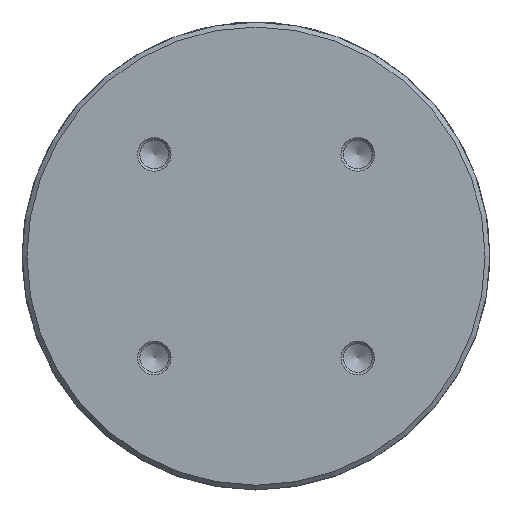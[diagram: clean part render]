
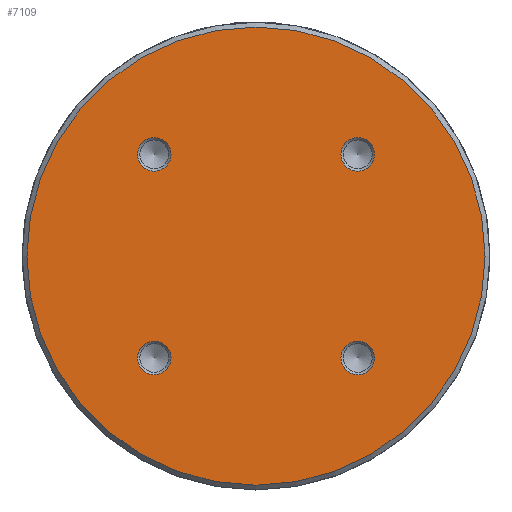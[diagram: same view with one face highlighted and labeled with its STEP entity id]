
A CAD part, front view. The second image highlights one B-rep face of the part: STEP entity #7109.
In plain terms, the highlighted face is planar.
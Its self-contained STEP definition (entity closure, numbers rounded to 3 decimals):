
#146 = CARTESIAN_POINT ( 'NONE',  ( -49.426, -42.426, 0. ) ) ;
#374 = EDGE_LOOP ( 'NONE', ( #5863 ) ) ;
#560 = AXIS2_PLACEMENT_3D ( 'NONE', #1400, #5564, #2004 ) ;
#617 = DIRECTION ( 'NONE',  ( 0., 0., 1. ) ) ;
#806 = EDGE_CURVE ( 'NONE', #4865, #4865, #7443, .T. ) ;
#840 = DIRECTION ( 'NONE',  ( 0., 0., -1. ) ) ;
#935 = FACE_OUTER_BOUND ( 'NONE', #2192, .T. ) ;
#1400 = CARTESIAN_POINT ( 'NONE',  ( 42.426, -42.426, 0. ) ) ;
#1401 = EDGE_LOOP ( 'NONE', ( #3978 ) ) ;
#1457 = CARTESIAN_POINT ( 'NONE',  ( 95.5, 0., 0. ) ) ;
#1519 = AXIS2_PLACEMENT_3D ( 'NONE', #6562, #3027, #7140 ) ;
#1532 = AXIS2_PLACEMENT_3D ( 'NONE', #6132, #2596, #6717 ) ;
#1955 = EDGE_CURVE ( 'NONE', #7576, #7576, #4164, .T. ) ;
#1968 = VERTEX_POINT ( 'NONE', #2114 ) ;
#2004 = DIRECTION ( 'NONE',  ( 1., 0., 0. ) ) ;
#2088 = CIRCLE ( 'NONE', #560, 7. ) ;
#2114 = CARTESIAN_POINT ( 'NONE',  ( 49.426, 42.426, 0. ) ) ;
#2192 = EDGE_LOOP ( 'NONE', ( #6878 ) ) ;
#2337 = EDGE_CURVE ( 'NONE', #5855, #5855, #2088, .T. ) ;
#2488 = ORIENTED_EDGE ( 'NONE', *, *, #5279, .T. ) ;
#2536 = FACE_BOUND ( 'NONE', #1401, .T. ) ;
#2596 = DIRECTION ( 'NONE',  ( 0., 0., 1. ) ) ;
#2631 = CARTESIAN_POINT ( 'NONE',  ( -42.426, 42.426, 0. ) ) ;
#2653 = CIRCLE ( 'NONE', #1532, 7. ) ;
#2721 = FACE_BOUND ( 'NONE', #3624, .T. ) ;
#2734 = ORIENTED_EDGE ( 'NONE', *, *, #2337, .T. ) ;
#3027 = DIRECTION ( 'NONE',  ( 0., 0., 1. ) ) ;
#3234 = DIRECTION ( 'NONE',  ( -1., 0., 0. ) ) ;
#3260 = CARTESIAN_POINT ( 'NONE',  ( 49.426, -42.426, 0. ) ) ;
#3595 = CIRCLE ( 'NONE', #4149, 7. ) ;
#3624 = EDGE_LOOP ( 'NONE', ( #2734 ) ) ;
#3890 = CARTESIAN_POINT ( 'NONE',  ( -49.426, 42.426, 0. ) ) ;
#3978 = ORIENTED_EDGE ( 'NONE', *, *, #6308, .F. ) ;
#4132 = FACE_BOUND ( 'NONE', #6561, .T. ) ;
#4149 = AXIS2_PLACEMENT_3D ( 'NONE', #2631, #6753, #3234 ) ;
#4164 = CIRCLE ( 'NONE', #1519, 95.5 ) ;
#4219 = CARTESIAN_POINT ( 'NONE',  ( -42.426, -42.426, 0. ) ) ;
#4433 = PLANE ( 'NONE',  #6786 ) ;
#4808 = DIRECTION ( 'NONE',  ( -1., 0., 0. ) ) ;
#4865 = VERTEX_POINT ( 'NONE', #146 ) ;
#4923 = AXIS2_PLACEMENT_3D ( 'NONE', #4219, #617, #4808 ) ;
#5025 = DIRECTION ( 'NONE',  ( -1., 0., 0. ) ) ;
#5279 = EDGE_CURVE ( 'NONE', #5317, #5317, #3595, .T. ) ;
#5317 = VERTEX_POINT ( 'NONE', #3890 ) ;
#5564 = DIRECTION ( 'NONE',  ( 0., 0., -1. ) ) ;
#5855 = VERTEX_POINT ( 'NONE', #3260 ) ;
#5863 = ORIENTED_EDGE ( 'NONE', *, *, #806, .F. ) ;
#6048 = FACE_BOUND ( 'NONE', #374, .T. ) ;
#6132 = CARTESIAN_POINT ( 'NONE',  ( 42.426, 42.426, 0. ) ) ;
#6163 = CARTESIAN_POINT ( 'NONE',  ( 0., 0., 0. ) ) ;
#6308 = EDGE_CURVE ( 'NONE', #1968, #1968, #2653, .T. ) ;
#6561 = EDGE_LOOP ( 'NONE', ( #2488 ) ) ;
#6562 = CARTESIAN_POINT ( 'NONE',  ( 0., 0., 0. ) ) ;
#6717 = DIRECTION ( 'NONE',  ( 1., 0., 0. ) ) ;
#6753 = DIRECTION ( 'NONE',  ( 0., 0., -1. ) ) ;
#6786 = AXIS2_PLACEMENT_3D ( 'NONE', #6163, #840, #5025 ) ;
#6878 = ORIENTED_EDGE ( 'NONE', *, *, #1955, .T. ) ;
#7109 = ADVANCED_FACE ( 'NONE', ( #6048, #4132, #2721, #2536, #935 ), #4433, .F. ) ;
#7140 = DIRECTION ( 'NONE',  ( 1., 0., 0. ) ) ;
#7443 = CIRCLE ( 'NONE', #4923, 7. ) ;
#7576 = VERTEX_POINT ( 'NONE', #1457 ) ;
